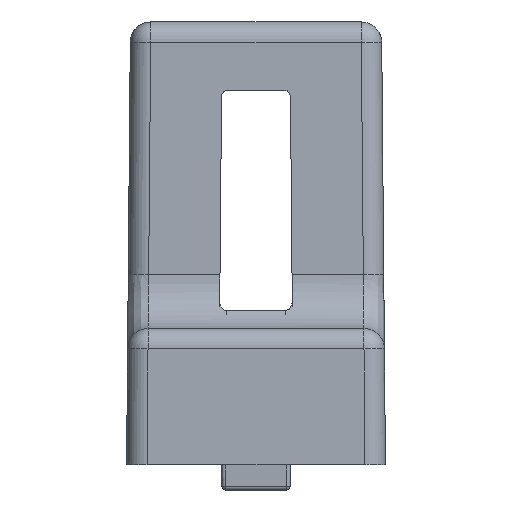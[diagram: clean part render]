
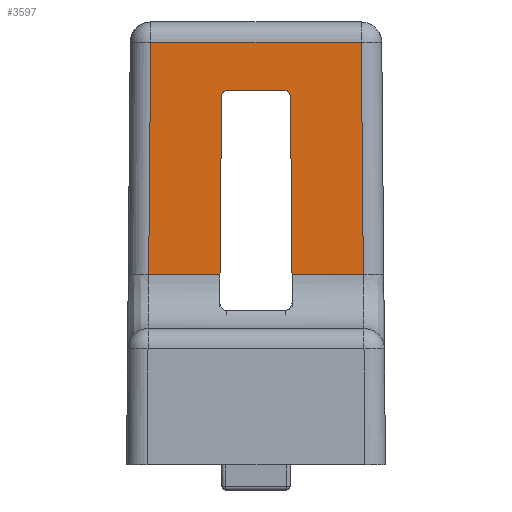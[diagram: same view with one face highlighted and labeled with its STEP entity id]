
A CAD part, front view. The second image highlights one B-rep face of the part: STEP entity #3597.
In plain terms, the highlighted planar face has unit normal (0, -1, 0.009).
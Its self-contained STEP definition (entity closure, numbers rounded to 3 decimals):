
#41=PLANE('',#3900);
#202=LINE('',#6086,#474);
#203=LINE('',#6088,#475);
#204=LINE('',#6090,#476);
#205=LINE('',#6092,#477);
#206=LINE('',#6096,#478);
#207=LINE('',#6100,#479);
#208=LINE('',#6102,#480);
#209=LINE('',#6103,#481);
#474=VECTOR('',#4469,1000.);
#475=VECTOR('',#4470,1000.);
#476=VECTOR('',#4471,1000.);
#477=VECTOR('',#4472,1000.);
#478=VECTOR('',#4475,1000.);
#479=VECTOR('',#4478,1000.);
#480=VECTOR('',#4479,1000.);
#481=VECTOR('',#4480,1000.);
#779=FACE_OUTER_BOUND('',#1019,.T.);
#1019=EDGE_LOOP('',(#2604,#2605,#2606,#2607,#2608,#2609,#2610,#2611,#2612,
#2613));
#1498=ELLIPSE('',#3901,1.,1.);
#1499=ELLIPSE('',#3902,1.,1.);
#1683=VERTEX_POINT('',#6084);
#1684=VERTEX_POINT('',#6085);
#1685=VERTEX_POINT('',#6087);
#1686=VERTEX_POINT('',#6089);
#1687=VERTEX_POINT('',#6091);
#1688=VERTEX_POINT('',#6093);
#1689=VERTEX_POINT('',#6095);
#1690=VERTEX_POINT('',#6097);
#1691=VERTEX_POINT('',#6099);
#1692=VERTEX_POINT('',#6101);
#2026=EDGE_CURVE('',#1683,#1684,#202,.T.);
#2027=EDGE_CURVE('',#1684,#1685,#203,.T.);
#2028=EDGE_CURVE('',#1685,#1686,#204,.T.);
#2029=EDGE_CURVE('',#1687,#1686,#205,.T.);
#2030=EDGE_CURVE('',#1687,#1688,#1498,.T.);
#2031=EDGE_CURVE('',#1689,#1688,#206,.T.);
#2032=EDGE_CURVE('',#1689,#1690,#1499,.T.);
#2033=EDGE_CURVE('',#1691,#1690,#207,.T.);
#2034=EDGE_CURVE('',#1691,#1692,#208,.T.);
#2035=EDGE_CURVE('',#1692,#1683,#209,.T.);
#2604=ORIENTED_EDGE('',*,*,#2026,.T.);
#2605=ORIENTED_EDGE('',*,*,#2027,.T.);
#2606=ORIENTED_EDGE('',*,*,#2028,.T.);
#2607=ORIENTED_EDGE('',*,*,#2029,.F.);
#2608=ORIENTED_EDGE('',*,*,#2030,.T.);
#2609=ORIENTED_EDGE('',*,*,#2031,.F.);
#2610=ORIENTED_EDGE('',*,*,#2032,.T.);
#2611=ORIENTED_EDGE('',*,*,#2033,.F.);
#2612=ORIENTED_EDGE('',*,*,#2034,.T.);
#2613=ORIENTED_EDGE('',*,*,#2035,.T.);
#3597=ADVANCED_FACE('',(#779),#41,.T.);
#3900=AXIS2_PLACEMENT_3D('',#6083,#4467,#4468);
#3901=AXIS2_PLACEMENT_3D('',#6094,#4473,#4474);
#3902=AXIS2_PLACEMENT_3D('',#6098,#4476,#4477);
#4467=DIRECTION('center_axis',(0.,-1.,
0.009));
#4468=DIRECTION('ref_axis',(0.,0.009,1.));
#4469=DIRECTION('',(-1.,0.,0.));
#4470=DIRECTION('',(-0.009,-0.009,-1.));
#4471=DIRECTION('',(1.,0.,0.));
#4472=DIRECTION('',(-0.009,-0.009,-1.));
#4473=DIRECTION('center_axis',(0.,1.,-0.009));
#4474=DIRECTION('ref_axis',(0.,0.009,1.));
#4475=DIRECTION('',(-1.,0.,0.));
#4476=DIRECTION('center_axis',(0.,1.,-0.009));
#4477=DIRECTION('ref_axis',(0.,0.009,1.));
#4478=DIRECTION('',(-0.009,0.009,1.));
#4479=DIRECTION('',(1.,0.,0.));
#4480=DIRECTION('',(-0.009,0.009,1.));
#6083=CARTESIAN_POINT('Origin',(-47.998,58.599,20.12));
#6084=CARTESIAN_POINT('',(-32.447,58.968,62.398));
#6085=CARTESIAN_POINT('',(-63.55,58.968,62.398));
#6086=CARTESIAN_POINT('',(-47.998,58.968,62.398));
#6087=CARTESIAN_POINT('',(-63.849,58.668,28.098));
#6088=CARTESIAN_POINT('',(-63.918,58.6,20.259));
#6089=CARTESIAN_POINT('',(-53.316,58.668,28.098));
#6090=CARTESIAN_POINT('',(-60.092,58.668,28.098));
#6091=CARTESIAN_POINT('',(-53.087,58.897,54.339));
#6092=CARTESIAN_POINT('',(-53.385,58.599,20.167));
#6093=CARTESIAN_POINT('',(-52.087,58.906,55.33));
#6094=CARTESIAN_POINT('Origin',(-52.087,58.897,54.33));
#6095=CARTESIAN_POINT('',(-43.909,58.906,55.33));
#6096=CARTESIAN_POINT('',(-47.998,58.906,55.33));
#6097=CARTESIAN_POINT('',(-42.909,58.897,54.339));
#6098=CARTESIAN_POINT('Origin',(-43.909,58.897,54.33));
#6099=CARTESIAN_POINT('',(-42.68,58.668,28.098));
#6100=CARTESIAN_POINT('',(-42.611,58.599,20.167));
#6101=CARTESIAN_POINT('',(-32.147,58.668,28.098));
#6102=CARTESIAN_POINT('',(-29.06,58.668,28.098));
#6103=CARTESIAN_POINT('',(-32.079,58.6,20.259));
